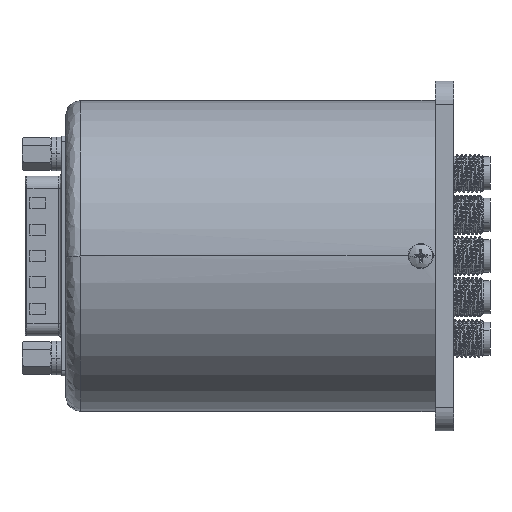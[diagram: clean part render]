
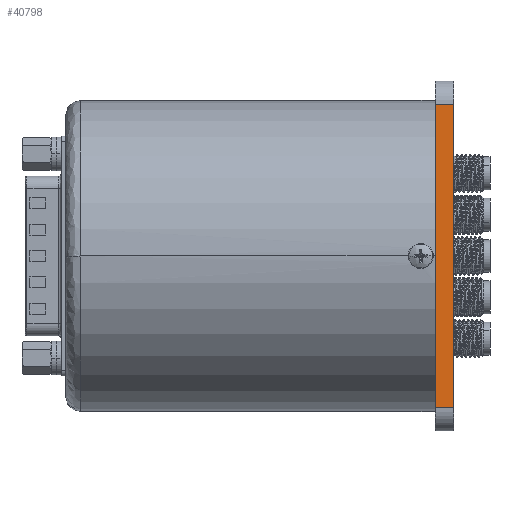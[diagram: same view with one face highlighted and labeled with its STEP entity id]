
A CAD part, left-side view. The second image highlights one B-rep face of the part: STEP entity #40798.
In plain terms, the highlighted planar face has unit normal (-1, 0, 0).
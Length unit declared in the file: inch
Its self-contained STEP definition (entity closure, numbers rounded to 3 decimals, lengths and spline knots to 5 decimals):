
#1091 = CARTESIAN_POINT ( 'NONE',  ( -1.125, 0.12, -0.975 ) ) ;
#1344 = DIRECTION ( 'NONE',  ( 0., 1., 0. ) ) ;
#2710 = ORIENTED_EDGE ( 'NONE', *, *, #7325, .F. ) ;
#3392 = ORIENTED_EDGE ( 'NONE', *, *, #49243, .F. ) ;
#7325 = EDGE_CURVE ( 'NONE', #27599, #30824, #45414, .T. ) ;
#8673 = DIRECTION ( 'NONE',  ( 0., 0., -1. ) ) ;
#9791 = VECTOR ( 'NONE', #17964, 39.37008 ) ;
#12847 = CARTESIAN_POINT ( 'NONE',  ( -1.125, 0., -0.975 ) ) ;
#13810 = AXIS2_PLACEMENT_3D ( 'NONE', #43696, #44446, #8673 ) ;
#14663 = LINE ( 'NONE', #33996, #9791 ) ;
#16912 = VECTOR ( 'NONE', #30697, 39.37008 ) ;
#17964 = DIRECTION ( 'NONE',  ( 0., 0., 1. ) ) ;
#19086 = CARTESIAN_POINT ( 'NONE',  ( -1.125, 0.12, 0.975 ) ) ;
#25845 = VECTOR ( 'NONE', #1344, 39.37008 ) ;
#26176 = CARTESIAN_POINT ( 'NONE',  ( -1.125, 0., 0.975 ) ) ;
#26645 = VECTOR ( 'NONE', #37589, 39.37008 ) ;
#27599 = VERTEX_POINT ( 'NONE', #19086 ) ;
#27980 = FACE_OUTER_BOUND ( 'NONE', #37500, .T. ) ;
#29763 = VERTEX_POINT ( 'NONE', #49542 ) ;
#30443 = CARTESIAN_POINT ( 'NONE',  ( -1.125, 0., 0. ) ) ;
#30697 = DIRECTION ( 'NONE',  ( 0., 0., 1. ) ) ;
#30824 = VERTEX_POINT ( 'NONE', #26176 ) ;
#32094 = EDGE_CURVE ( 'NONE', #41139, #30824, #45625, .T. ) ;
#32565 = PLANE ( 'NONE',  #13810 ) ;
#32820 = LINE ( 'NONE', #1091, #25845 ) ;
#33996 = CARTESIAN_POINT ( 'NONE',  ( -1.125, 0.12, 1.125 ) ) ;
#34295 = EDGE_CURVE ( 'NONE', #29763, #27599, #14663, .T. ) ;
#37500 = EDGE_LOOP ( 'NONE', ( #2710, #40069, #3392, #41889 ) ) ;
#37589 = DIRECTION ( 'NONE',  ( 0., -1., 0. ) ) ;
#40069 = ORIENTED_EDGE ( 'NONE', *, *, #34295, .F. ) ;
#40798 = ADVANCED_FACE ( 'NONE', ( #27980 ), #32565, .F. ) ;
#41139 = VERTEX_POINT ( 'NONE', #12847 ) ;
#41889 = ORIENTED_EDGE ( 'NONE', *, *, #32094, .T. ) ;
#43696 = CARTESIAN_POINT ( 'NONE',  ( -1.125, 0.12, 1.125 ) ) ;
#44446 = DIRECTION ( 'NONE',  ( 1., 0., 0. ) ) ;
#45414 = LINE ( 'NONE', #45655, #26645 ) ;
#45625 = LINE ( 'NONE', #30443, #16912 ) ;
#45655 = CARTESIAN_POINT ( 'NONE',  ( -1.125, 0.12, 0.975 ) ) ;
#49243 = EDGE_CURVE ( 'NONE', #41139, #29763, #32820, .T. ) ;
#49542 = CARTESIAN_POINT ( 'NONE',  ( -1.125, 0.12, -0.975 ) ) ;
